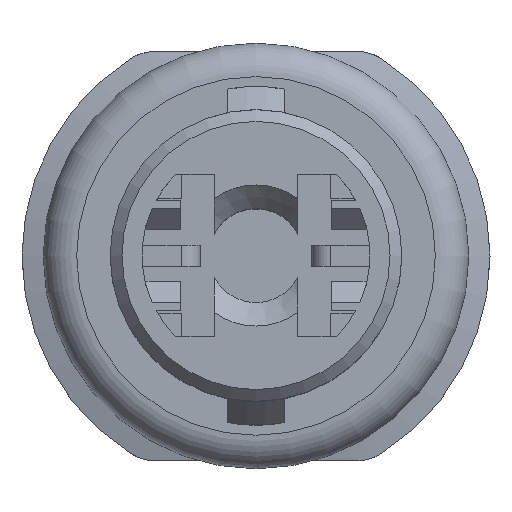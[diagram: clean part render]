
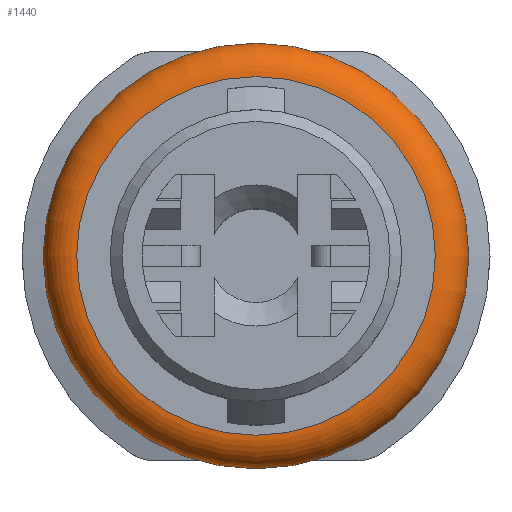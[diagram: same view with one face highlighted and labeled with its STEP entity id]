
A CAD part, top view. The second image highlights one B-rep face of the part: STEP entity #1440.
In plain terms, the highlighted toroidal (fillet/blend) face has major radius 7.625 mm and minor radius 1.425 mm.
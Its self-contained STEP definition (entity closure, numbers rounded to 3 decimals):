
#58=TOROIDAL_SURFACE('',#4517,7.625,1.425);
#1440=ADVANCED_FACE('',(#1548,#1549),#58,.T.);
#1548=FACE_BOUND('',#1711,.T.);
#1549=FACE_BOUND('',#1712,.T.);
#1711=EDGE_LOOP('',(#2775));
#1712=EDGE_LOOP('',(#2776));
#1866=CIRCLE('',#4513,7.625);
#1867=CIRCLE('',#4515,7.625);
#2775=ORIENTED_EDGE('',*,*,#4023,.F.);
#2776=ORIENTED_EDGE('',*,*,#4022,.T.);
#3454=VERTEX_POINT('',#7215);
#3455=VERTEX_POINT('',#7218);
#4022=EDGE_CURVE('',#3454,#3454,#1866,.T.);
#4023=EDGE_CURVE('',#3455,#3455,#1867,.T.);
#4513=AXIS2_PLACEMENT_3D('',#7214,#5334,#5335);
#4515=AXIS2_PLACEMENT_3D('',#7217,#5338,#5339);
#4517=AXIS2_PLACEMENT_3D('',#7220,#5342,#5343);
#5334=DIRECTION('',(0.,0.,-1.));
#5335=DIRECTION('',(-1.,0.,0.));
#5338=DIRECTION('',(0.,0.,-1.));
#5339=DIRECTION('',(-1.,0.,0.));
#5342=DIRECTION('',(0.,0.,-1.));
#5343=DIRECTION('',(-1.,0.,0.));
#7214=CARTESIAN_POINT('',(0.,0.,-2.367));
#7215=CARTESIAN_POINT('',(-7.625,0.,-2.367));
#7217=CARTESIAN_POINT('',(0.,0.,-5.217));
#7218=CARTESIAN_POINT('',(-7.625,0.,-5.217));
#7220=CARTESIAN_POINT('',(0.,0.,-3.792));
